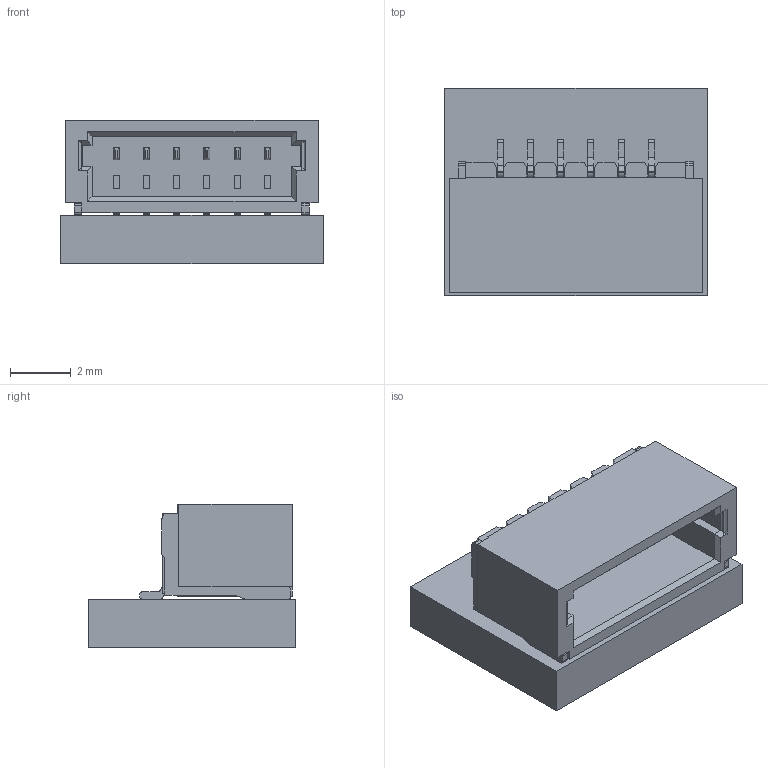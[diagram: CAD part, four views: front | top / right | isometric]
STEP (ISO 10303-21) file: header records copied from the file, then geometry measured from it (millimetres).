
FILE_DESCRIPTION(('Designed by EasyEDA Pro'),'2;1');
FILE_NAME('Open CASCADE Shape Model','2023-02-26T22:11:15',('Author'),( 'Open CASCADE'),'Open CASCADE STEP processor 7.6','Open CASCADE 7.6' ,'Unknown');
FILE_SCHEMA(('AUTOMOTIVE_DESIGN { 1 0 10303 214 1 1 1 1 }'));
Length unit declared in the file: millimetre
Products named in the file (5): PCBModel; COMPOUND; CN1; CONN-SMD_6P-P1.00_XUNPU_WAFER-SH1.0-6PWB
Assembly tree (4 placements, depth 4):
  PCBModel
    COMPOUND
    CN1
      CONN-SMD_6P-P1.00_XUNPU_WAFER-SH1.0-6PWB
        COMPOUND
Bounding box: 8.67 x 6.84 x 4.74 mm (x, y, z)
Volume: 160 mm3; surface area: 491.6 mm2
Topology: 4 solids, 4 shells, 542 faces, 1437 edges, 946 vertices
Faces by surface type: plane 390, bspline 98, cylinder 54
Entity records: 22115 total; most frequent: CARTESIAN_POINT 4236, ORIENTED_EDGE 2874, DIRECTION 2243, EDGE_CURVE 1437, LINE 1129, VECTOR 1129, VERTEX_POINT 946, FACE_BOUND 585
